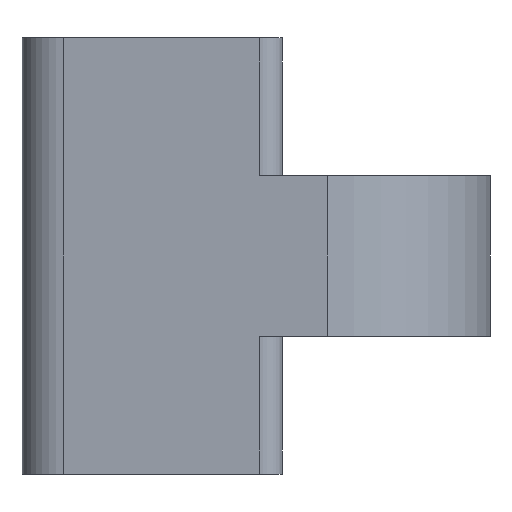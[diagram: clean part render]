
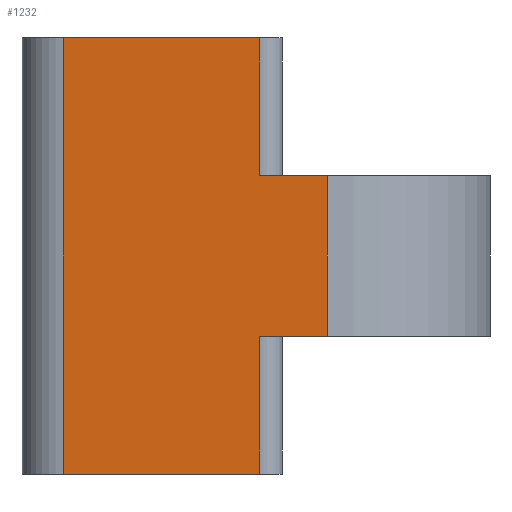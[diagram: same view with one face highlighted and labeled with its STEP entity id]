
A CAD part, left-side view. The second image highlights one B-rep face of the part: STEP entity #1232.
In plain terms, the highlighted planar face has unit normal (-0.995, 0.104, 0).
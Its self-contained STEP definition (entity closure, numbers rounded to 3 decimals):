
#87=LINE('',#1903,#183);
#91=LINE('',#1927,#187);
#98=LINE('',#1954,#194);
#115=LINE('',#2063,#211);
#116=LINE('',#2064,#212);
#117=LINE('',#2065,#213);
#118=LINE('',#2067,#214);
#119=LINE('',#2069,#215);
#183=VECTOR('',#1500,1000.);
#187=VECTOR('',#1522,1000.);
#194=VECTOR('',#1545,1000.);
#211=VECTOR('',#1610,1000.);
#212=VECTOR('',#1611,1000.);
#213=VECTOR('',#1612,1000.);
#214=VECTOR('',#1613,1000.);
#215=VECTOR('',#1614,1000.);
#365=ORIENTED_EDGE('',*,*,#716,.T.);
#366=ORIENTED_EDGE('',*,*,#663,.T.);
#367=ORIENTED_EDGE('',*,*,#717,.F.);
#368=ORIENTED_EDGE('',*,*,#677,.T.);
#369=ORIENTED_EDGE('',*,*,#718,.F.);
#370=ORIENTED_EDGE('',*,*,#719,.F.);
#371=ORIENTED_EDGE('',*,*,#720,.T.);
#372=ORIENTED_EDGE('',*,*,#651,.F.);
#651=EDGE_CURVE('',#830,#831,#87,.T.);
#663=EDGE_CURVE('',#842,#841,#91,.T.);
#677=EDGE_CURVE('',#854,#855,#98,.T.);
#716=EDGE_CURVE('',#830,#842,#115,.T.);
#717=EDGE_CURVE('',#854,#841,#116,.T.);
#718=EDGE_CURVE('',#888,#855,#117,.T.);
#719=EDGE_CURVE('',#889,#888,#118,.T.);
#720=EDGE_CURVE('',#889,#831,#119,.T.);
#830=VERTEX_POINT('',#1902);
#831=VERTEX_POINT('',#1904);
#841=VERTEX_POINT('',#1926);
#842=VERTEX_POINT('',#1928);
#854=VERTEX_POINT('',#1955);
#855=VERTEX_POINT('',#1956);
#888=VERTEX_POINT('',#2066);
#889=VERTEX_POINT('',#2068);
#1016=EDGE_LOOP('',(#365,#366,#367,#368,#369,#370,#371,#372));
#1106=FACE_BOUND('',#1016,.T.);
#1188=PLANE('',#1359);
#1232=ADVANCED_FACE('',(#1106),#1188,.F.);
#1359=AXIS2_PLACEMENT_3D('',#2062,#1608,#1609);
#1500=DIRECTION('',(-0.105,-0.995,0.));
#1522=DIRECTION('',(-0.105,-0.995,0.));
#1545=DIRECTION('',(-0.105,-0.995,0.));
#1608=DIRECTION('',(0.995,-0.105,0.));
#1609=DIRECTION('',(0.105,0.995,0.));
#1610=DIRECTION('',(0.,0.,-1.));
#1611=DIRECTION('',(0.,0.,-1.));
#1612=DIRECTION('',(0.,0.,-1.));
#1613=DIRECTION('',(-0.105,-0.995,0.));
#1614=DIRECTION('',(0.,0.,1.));
#1902=CARTESIAN_POINT('',(-5.89,18.609,9.5));
#1903=CARTESIAN_POINT('',(-5.89,18.609,9.5));
#1904=CARTESIAN_POINT('',(-6.79,10.049,9.5));
#1926=CARTESIAN_POINT('',(-6.79,10.049,-9.5));
#1927=CARTESIAN_POINT('',(-5.89,18.609,-9.5));
#1928=CARTESIAN_POINT('',(-5.89,18.609,-9.5));
#1954=CARTESIAN_POINT('',(-5.89,18.609,-3.5));
#1955=CARTESIAN_POINT('',(-6.79,10.049,-3.5));
#1956=CARTESIAN_POINT('',(-7.1,7.1,-3.5));
#2062=CARTESIAN_POINT('',(-5.89,18.609,3.5));
#2063=CARTESIAN_POINT('',(-5.89,18.609,3.5));
#2064=CARTESIAN_POINT('',(-6.79,10.049,-3.5));
#2065=CARTESIAN_POINT('',(-7.1,7.1,3.5));
#2066=CARTESIAN_POINT('',(-7.1,7.1,3.5));
#2067=CARTESIAN_POINT('',(-5.89,18.609,3.5));
#2068=CARTESIAN_POINT('',(-6.79,10.049,3.5));
#2069=CARTESIAN_POINT('',(-6.79,10.049,3.5));
